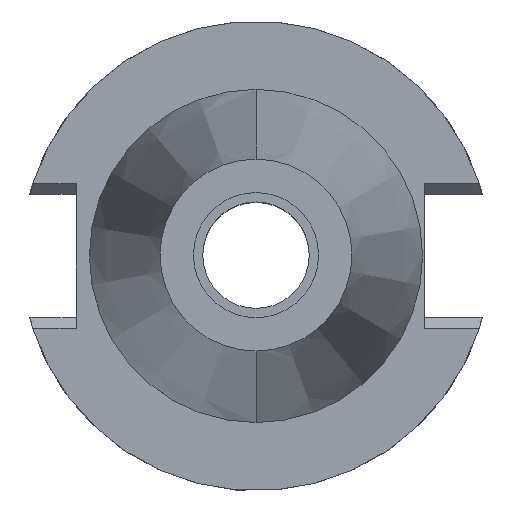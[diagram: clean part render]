
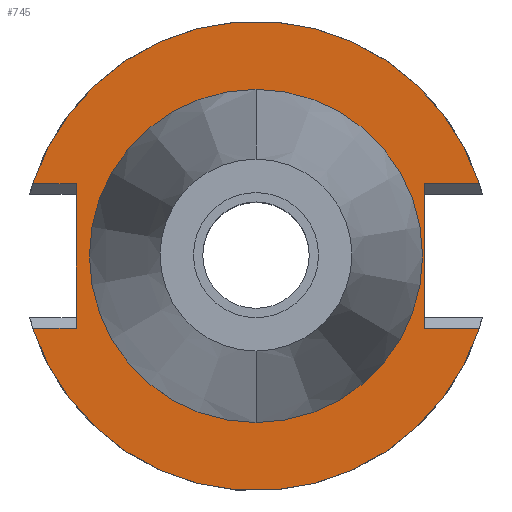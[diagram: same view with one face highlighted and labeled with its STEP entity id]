
A CAD part, top view. The second image highlights one B-rep face of the part: STEP entity #745.
In plain terms, the highlighted planar face has unit normal (0, 0, 1).
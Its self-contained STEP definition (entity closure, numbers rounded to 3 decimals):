
#66 = CARTESIAN_POINT ( 'NONE',  ( 35.27, 15.155, -1.5 ) ) ;
#145 = CIRCLE ( 'NONE', #349, 34.925 ) ;
#215 = CARTESIAN_POINT ( 'NONE',  ( 0., 0., -1.5 ) ) ;
#260 = CARTESIAN_POINT ( 'NONE',  ( -37.68, -15.155, -1.5 ) ) ;
#305 = DIRECTION ( 'NONE',  ( -1., 0., 0. ) ) ;
#318 = LINE ( 'NONE', #2313, #710 ) ;
#349 = AXIS2_PLACEMENT_3D ( 'NONE', #449, #954, #3137 ) ;
#361 = CARTESIAN_POINT ( 'NONE',  ( 35.27, -15.155, -1.5 ) ) ;
#400 = LINE ( 'NONE', #888, #1485 ) ;
#449 = CARTESIAN_POINT ( 'NONE',  ( 0., 0., -1.5 ) ) ;
#450 = LINE ( 'NONE', #2953, #2132 ) ;
#492 = EDGE_LOOP ( 'NONE', ( #2564, #706, #1260, #1694, #979, #2428, #1452, #684 ) ) ;
#511 = DIRECTION ( 'NONE',  ( 0., -1., 0. ) ) ;
#524 = EDGE_CURVE ( 'NONE', #2253, #1227, #318, .T. ) ;
#536 = CIRCLE ( 'NONE', #2289, 49.212 ) ;
#541 = EDGE_CURVE ( 'NONE', #1389, #1318, #972, .T. ) ;
#684 = ORIENTED_EDGE ( 'NONE', *, *, #524, .F. ) ;
#706 = ORIENTED_EDGE ( 'NONE', *, *, #2701, .F. ) ;
#710 = VECTOR ( 'NONE', #841, 1000. ) ;
#745 = ADVANCED_FACE ( 'NONE', ( #1841, #758 ), #1754, .F. ) ;
#758 = FACE_BOUND ( 'NONE', #3151, .T. ) ;
#797 = CARTESIAN_POINT ( 'NONE',  ( -37.68, 15.155, -1.5 ) ) ;
#834 = CARTESIAN_POINT ( 'NONE',  ( -37.68, 15.155, -1.5 ) ) ;
#841 = DIRECTION ( 'NONE',  ( 0., -1., 0. ) ) ;
#884 = EDGE_CURVE ( 'NONE', #1192, #890, #1778, .T. ) ;
#888 = CARTESIAN_POINT ( 'NONE',  ( -37.68, -15.155, -1.5 ) ) ;
#890 = VERTEX_POINT ( 'NONE', #2063 ) ;
#954 = DIRECTION ( 'NONE',  ( 0., 0., 1. ) ) ;
#972 = CIRCLE ( 'NONE', #2770, 34.925 ) ;
#979 = ORIENTED_EDGE ( 'NONE', *, *, #884, .T. ) ;
#1016 = VERTEX_POINT ( 'NONE', #1911 ) ;
#1028 = VERTEX_POINT ( 'NONE', #1932 ) ;
#1036 = DIRECTION ( 'NONE',  ( 0., 0., -1. ) ) ;
#1042 = LINE ( 'NONE', #797, #3035 ) ;
#1060 = DIRECTION ( 'NONE',  ( 0., -1., 0. ) ) ;
#1141 = VERTEX_POINT ( 'NONE', #1744 ) ;
#1192 = VERTEX_POINT ( 'NONE', #260 ) ;
#1193 = EDGE_CURVE ( 'NONE', #1693, #1141, #1042, .T. ) ;
#1198 = ORIENTED_EDGE ( 'NONE', *, *, #541, .F. ) ;
#1227 = VERTEX_POINT ( 'NONE', #2761 ) ;
#1260 = ORIENTED_EDGE ( 'NONE', *, *, #1193, .F. ) ;
#1295 = CARTESIAN_POINT ( 'NONE',  ( 0., 0., -1.5 ) ) ;
#1316 = CARTESIAN_POINT ( 'NONE',  ( 0., 0., -1.5 ) ) ;
#1318 = VERTEX_POINT ( 'NONE', #3082 ) ;
#1326 = CARTESIAN_POINT ( 'NONE',  ( -37.68, -15.155, -1.5 ) ) ;
#1328 = EDGE_CURVE ( 'NONE', #1192, #1693, #400, .T. ) ;
#1389 = VERTEX_POINT ( 'NONE', #2616 ) ;
#1447 = EDGE_CURVE ( 'NONE', #1227, #1016, #3063, .T. ) ;
#1452 = ORIENTED_EDGE ( 'NONE', *, *, #1447, .F. ) ;
#1485 = VECTOR ( 'NONE', #2104, 1000. ) ;
#1502 = EDGE_CURVE ( 'NONE', #1318, #1389, #145, .T. ) ;
#1551 = DIRECTION ( 'NONE',  ( 0., -1., 0. ) ) ;
#1577 = VECTOR ( 'NONE', #2325, 1000. ) ;
#1677 = ORIENTED_EDGE ( 'NONE', *, *, #1502, .F. ) ;
#1693 = VERTEX_POINT ( 'NONE', #834 ) ;
#1694 = ORIENTED_EDGE ( 'NONE', *, *, #1328, .F. ) ;
#1744 = CARTESIAN_POINT ( 'NONE',  ( -46.821, 15.155, -1.5 ) ) ;
#1754 = PLANE ( 'NONE',  #2259 ) ;
#1778 = LINE ( 'NONE', #1326, #1577 ) ;
#1841 = FACE_OUTER_BOUND ( 'NONE', #492, .T. ) ;
#1911 = CARTESIAN_POINT ( 'NONE',  ( 46.821, -15.155, -1.5 ) ) ;
#1932 = CARTESIAN_POINT ( 'NONE',  ( 46.821, 15.155, -1.5 ) ) ;
#1961 = DIRECTION ( 'NONE',  ( 0., 0., -1. ) ) ;
#2063 = CARTESIAN_POINT ( 'NONE',  ( -46.821, -15.155, -1.5 ) ) ;
#2104 = DIRECTION ( 'NONE',  ( 0., 1., 0. ) ) ;
#2122 = DIRECTION ( 'NONE',  ( 1., 0., 0. ) ) ;
#2132 = VECTOR ( 'NONE', #2415, 1000. ) ;
#2253 = VERTEX_POINT ( 'NONE', #66 ) ;
#2259 = AXIS2_PLACEMENT_3D ( 'NONE', #2997, #3026, #511 ) ;
#2270 = EDGE_CURVE ( 'NONE', #1016, #890, #3177, .T. ) ;
#2289 = AXIS2_PLACEMENT_3D ( 'NONE', #215, #1961, #2929 ) ;
#2313 = CARTESIAN_POINT ( 'NONE',  ( 35.27, 15.155, -1.5 ) ) ;
#2325 = DIRECTION ( 'NONE',  ( -1., 0., 0. ) ) ;
#2380 = VECTOR ( 'NONE', #2122, 1000. ) ;
#2415 = DIRECTION ( 'NONE',  ( 1., 0., 0. ) ) ;
#2428 = ORIENTED_EDGE ( 'NONE', *, *, #2270, .F. ) ;
#2564 = ORIENTED_EDGE ( 'NONE', *, *, #3157, .T. ) ;
#2616 = CARTESIAN_POINT ( 'NONE',  ( 0., -34.925, -1.5 ) ) ;
#2701 = EDGE_CURVE ( 'NONE', #1141, #1028, #536, .T. ) ;
#2761 = CARTESIAN_POINT ( 'NONE',  ( 35.27, -15.155, -1.5 ) ) ;
#2770 = AXIS2_PLACEMENT_3D ( 'NONE', #1295, #2788, #1551 ) ;
#2788 = DIRECTION ( 'NONE',  ( 0., 0., 1. ) ) ;
#2929 = DIRECTION ( 'NONE',  ( 0., 1., 0. ) ) ;
#2953 = CARTESIAN_POINT ( 'NONE',  ( 35.27, 15.155, -1.5 ) ) ;
#2997 = CARTESIAN_POINT ( 'NONE',  ( 0., 0., -1.5 ) ) ;
#3026 = DIRECTION ( 'NONE',  ( 0., 0., -1. ) ) ;
#3035 = VECTOR ( 'NONE', #305, 1000. ) ;
#3063 = LINE ( 'NONE', #361, #2380 ) ;
#3082 = CARTESIAN_POINT ( 'NONE',  ( 0., 34.925, -1.5 ) ) ;
#3123 = AXIS2_PLACEMENT_3D ( 'NONE', #1316, #1036, #1060 ) ;
#3137 = DIRECTION ( 'NONE',  ( 0., 1., 0. ) ) ;
#3151 = EDGE_LOOP ( 'NONE', ( #1677, #1198 ) ) ;
#3157 = EDGE_CURVE ( 'NONE', #2253, #1028, #450, .T. ) ;
#3177 = CIRCLE ( 'NONE', #3123, 49.212 ) ;
